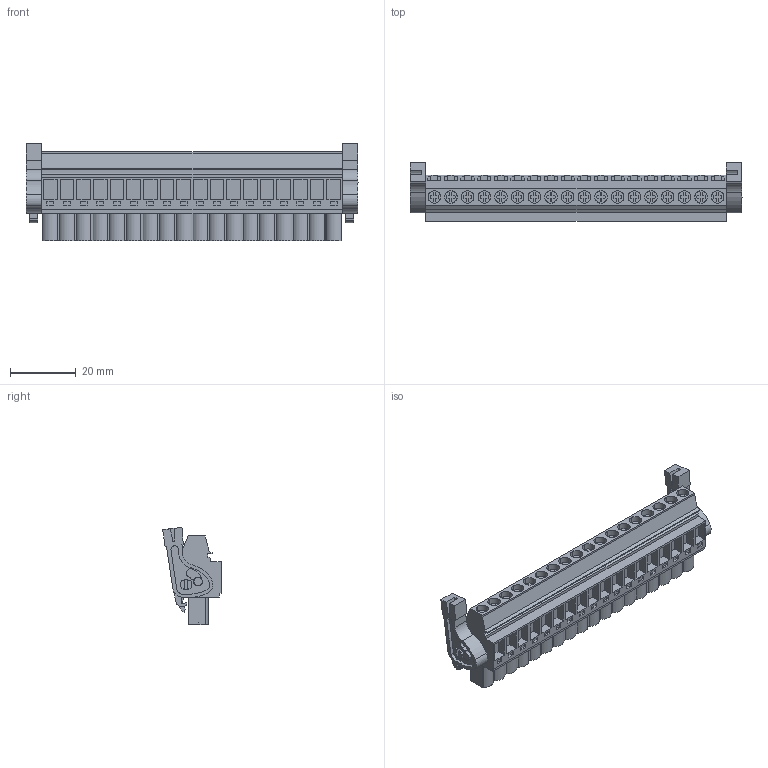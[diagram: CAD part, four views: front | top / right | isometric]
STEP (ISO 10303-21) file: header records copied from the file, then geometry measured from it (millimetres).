
FILE_DESCRIPTION(('CATIA V5 STEP','CAx-IF Rec.Pracs.--- Model Styling and Organization---1.2---2011-12-15'),'2;1');
FILE_NAME ('D1460119_0_1947920000_1947920000.stp','2017-09-09T10:17:01+00:00',('none'),('Weidmueller'),'CATIA Version 5-6 Release 2014','CATIA V5 STEP AP214','none');
FILE_SCHEMA(('AUTOMOTIVE_DESIGN { 1 0 10303 214 1 1 1 1 }'));
Length unit declared in the file: millimetre
Products named in the file (1): 1947920000
Bounding box: 101.14 x 17.88 x 29.56 mm (x, y, z)
Volume: 21931.7 mm3; surface area: 13858.3 mm2
Topology: 21 solids, 21 shells, 1300 faces, 3636 edges, 2461 vertices
Faces by surface type: plane 1072, cylinder 226, extrusion 2
Entity records: 38068 total; most frequent: ORIENTED_EDGE 7272, CARTESIAN_POINT 6825, DIRECTION 5024, EDGE_CURVE 3636, VECTOR 3086, LINE 3084, VERTEX_POINT 2461, EDGE_LOOP 1393
